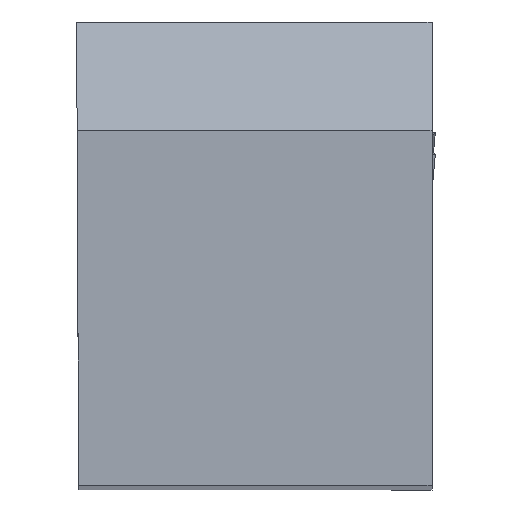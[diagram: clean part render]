
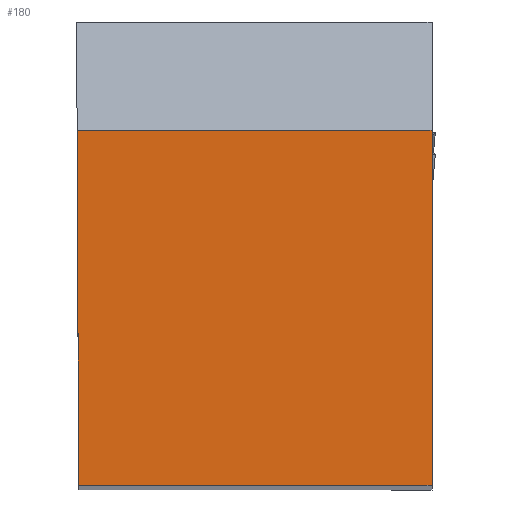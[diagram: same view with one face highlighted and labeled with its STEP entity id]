
A CAD part, top view. The second image highlights one B-rep face of the part: STEP entity #180.
In plain terms, the highlighted planar face has unit normal (0, 0, 1).
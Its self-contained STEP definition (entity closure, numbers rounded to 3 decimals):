
#180=ADVANCED_FACE('BLANK_BOXF006',(#287),#240,.T.);
#240=PLANE('',#1373);
#287=FACE_OUTER_BOUND('',#349,.T.);
#349=EDGE_LOOP('',(#483,#484,#485,#486));
#483=ORIENTED_EDGE('',*,*,#892,.T.);
#484=ORIENTED_EDGE('',*,*,#910,.F.);
#485=ORIENTED_EDGE('',*,*,#869,.T.);
#486=ORIENTED_EDGE('',*,*,#918,.T.);
#755=VERTEX_POINT('',#1788);
#756=VERTEX_POINT('',#1790);
#773=VERTEX_POINT('',#1839);
#774=VERTEX_POINT('',#1841);
#869=EDGE_CURVE('',#756,#755,#1041,.T.);
#892=EDGE_CURVE('',#774,#773,#1058,.T.);
#910=EDGE_CURVE('',#756,#773,#1074,.T.);
#918=EDGE_CURVE('',#755,#774,#1079,.T.);
#1041=LINE('',#1789,#1169);
#1058=LINE('',#1840,#1186);
#1074=LINE('',#1875,#1202);
#1079=LINE('',#1910,#1207);
#1169=VECTOR('',#1461,1.);
#1186=VECTOR('',#1496,1.);
#1202=VECTOR('',#1526,1.);
#1207=VECTOR('',#1541,1.);
#1373=AXIS2_PLACEMENT_3D('',#1911,#1542,#1543);
#1461=DIRECTION('',(0.,1.,0.));
#1496=DIRECTION('',(0.004,-1.,0.));
#1526=DIRECTION('',(-1.,0.,0.));
#1541=DIRECTION('',(-1.,0.,0.));
#1542=DIRECTION('',(0.,0.,1.));
#1543=DIRECTION('',(1.,0.,0.));
#1788=CARTESIAN_POINT('',(15.775,15.775,0.));
#1789=CARTESIAN_POINT('',(15.775,21.775,0.));
#1790=CARTESIAN_POINT('',(15.775,0.,0.));
#1839=CARTESIAN_POINT('',(0.069,0.,0.));
#1840=CARTESIAN_POINT('',(-0.027,21.871,0.));
#1841=CARTESIAN_POINT('',(0.,15.775,0.));
#1875=CARTESIAN_POINT('',(-22.,0.,0.));
#1910=CARTESIAN_POINT('',(-22.,15.775,0.));
#1911=CARTESIAN_POINT('',(-22.,21.775,0.));
